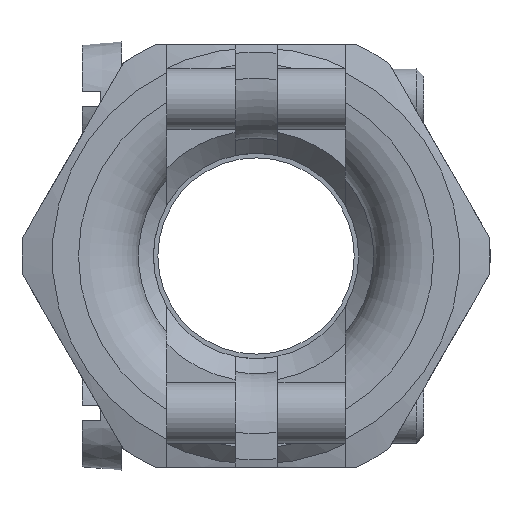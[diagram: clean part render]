
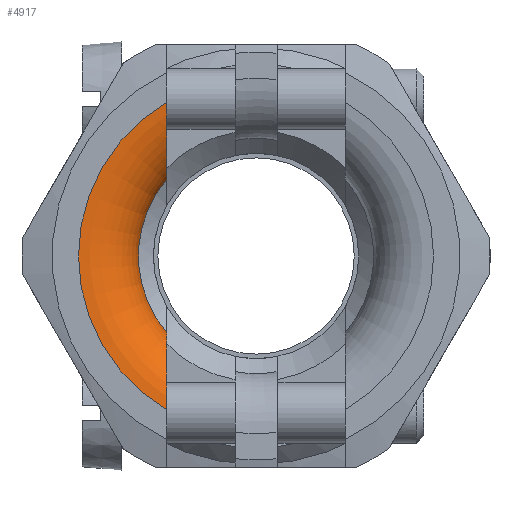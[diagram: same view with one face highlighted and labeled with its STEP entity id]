
A CAD part, left-side view. The second image highlights one B-rep face of the part: STEP entity #4917.
In plain terms, the highlighted toroidal (fillet/blend) face has major radius 5.88 mm and minor radius 2 mm.
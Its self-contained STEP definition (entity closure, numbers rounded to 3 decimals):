
#38=TOROIDAL_SURFACE('',#5424,5.88,2.);
#71=B_SPLINE_CURVE_WITH_KNOTS('',3,(#7558,#7559,#7560,#7561,#7562,#7563,
#7564,#7565,#7566,#7567),.UNSPECIFIED.,.F.,.F.,(4,2,2,2,4),(0.313,
0.406,0.5,0.583,0.626),
 .UNSPECIFIED.);
#78=B_SPLINE_CURVE_WITH_KNOTS('',3,(#7984,#7985,#7986,#7987,#7988,#7989,
#7990,#7991,#7992,#7993),.UNSPECIFIED.,.F.,.F.,(4,2,2,2,4),(0.673,
0.716,0.799,0.893,0.985),
 .UNSPECIFIED.);
#1204=FACE_OUTER_BOUND('',#1546,.T.);
#1546=EDGE_LOOP('',(#3909,#3910,#3911,#3912));
#1891=CIRCLE('',#5419,3.895);
#1894=CIRCLE('',#5425,5.88);
#2116=VERTEX_POINT('',#7553);
#2117=VERTEX_POINT('',#7557);
#2236=VERTEX_POINT('',#7981);
#2237=VERTEX_POINT('',#7983);
#2633=EDGE_CURVE('',#2117,#2116,#71,.T.);
#2781=EDGE_CURVE('',#2237,#2236,#78,.T.);
#2921=EDGE_CURVE('',#2116,#2237,#1891,.T.);
#2924=EDGE_CURVE('',#2236,#2117,#1894,.T.);
#3909=ORIENTED_EDGE('',*,*,#2781,.T.);
#3910=ORIENTED_EDGE('',*,*,#2924,.T.);
#3911=ORIENTED_EDGE('',*,*,#2633,.T.);
#3912=ORIENTED_EDGE('',*,*,#2921,.T.);
#4917=ADVANCED_FACE('',(#1204),#38,.T.);
#5419=AXIS2_PLACEMENT_3D('',#8400,#6461,#6462);
#5424=AXIS2_PLACEMENT_3D('',#8405,#6471,#6472);
#5425=AXIS2_PLACEMENT_3D('',#8406,#6473,#6474);
#6461=DIRECTION('center_axis',(1.,0.,0.));
#6462=DIRECTION('ref_axis',(0.,0.,-1.));
#6471=DIRECTION('center_axis',(1.,0.,0.));
#6472=DIRECTION('ref_axis',(0.,0.,-1.));
#6473=DIRECTION('center_axis',(-1.,0.,0.));
#6474=DIRECTION('ref_axis',(0.,0.,-1.));
#7553=CARTESIAN_POINT('',(1.755,2.95,-2.543));
#7557=CARTESIAN_POINT('',(0.,2.95,-5.086));
#7558=CARTESIAN_POINT('Ctrl Pts',(0.,2.95,-5.086));
#7559=CARTESIAN_POINT('Ctrl Pts',(0.,2.95,-4.779));
#7560=CARTESIAN_POINT('Ctrl Pts',(0.066,2.95,-4.416));
#7561=CARTESIAN_POINT('Ctrl Pts',(0.276,2.95,-3.833));
#7562=CARTESIAN_POINT('Ctrl Pts',(0.458,2.95,-3.505));
#7563=CARTESIAN_POINT('Ctrl Pts',(0.832,2.95,-3.048));
#7564=CARTESIAN_POINT('Ctrl Pts',(1.08,2.95,-2.827));
#7565=CARTESIAN_POINT('Ctrl Pts',(1.452,2.95,-2.63));
#7566=CARTESIAN_POINT('Ctrl Pts',(1.603,2.95,-2.572));
#7567=CARTESIAN_POINT('Ctrl Pts',(1.755,2.95,-2.543));
#7981=CARTESIAN_POINT('',(0.,2.95,5.086));
#7983=CARTESIAN_POINT('',(1.755,2.95,2.543));
#7984=CARTESIAN_POINT('Ctrl Pts',(1.755,2.95,2.543));
#7985=CARTESIAN_POINT('Ctrl Pts',(1.603,2.95,2.572));
#7986=CARTESIAN_POINT('Ctrl Pts',(1.452,2.95,2.63));
#7987=CARTESIAN_POINT('Ctrl Pts',(1.08,2.95,2.827));
#7988=CARTESIAN_POINT('Ctrl Pts',(0.832,2.95,3.048));
#7989=CARTESIAN_POINT('Ctrl Pts',(0.458,2.95,3.505));
#7990=CARTESIAN_POINT('Ctrl Pts',(0.276,2.95,3.833));
#7991=CARTESIAN_POINT('Ctrl Pts',(0.066,2.95,4.416));
#7992=CARTESIAN_POINT('Ctrl Pts',(0.,2.95,4.779));
#7993=CARTESIAN_POINT('Ctrl Pts',(0.,2.95,5.086));
#8400=CARTESIAN_POINT('Origin',(1.755,0.,0.));
#8405=CARTESIAN_POINT('Origin',(2.,0.,0.));
#8406=CARTESIAN_POINT('Origin',(0.,0.,0.));
